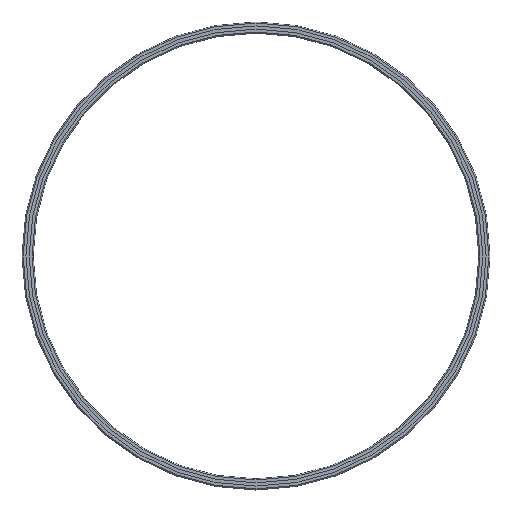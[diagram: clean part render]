
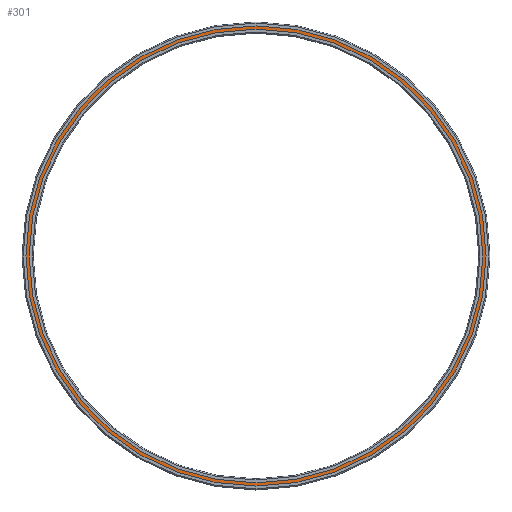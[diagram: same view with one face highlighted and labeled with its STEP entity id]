
A CAD part, top view. The second image highlights one B-rep face of the part: STEP entity #301.
In plain terms, the highlighted planar face has unit normal (0, 0, 1).
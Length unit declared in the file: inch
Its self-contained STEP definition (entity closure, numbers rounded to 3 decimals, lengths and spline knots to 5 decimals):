
#4 = DIRECTION ( 'NONE',  ( 0., 0., 1. ) ) ;
#38 = CARTESIAN_POINT ( 'NONE',  ( 0., 0., 0.103 ) ) ;
#44 = AXIS2_PLACEMENT_3D ( 'NONE', #380, #614, #101 ) ;
#45 = AXIS2_PLACEMENT_3D ( 'NONE', #690, #4, #566 ) ;
#50 = FACE_BOUND ( 'NONE', #599, .T. ) ;
#73 = CARTESIAN_POINT ( 'NONE',  ( -5.089, 0., 0.103 ) ) ;
#74 = EDGE_CURVE ( 'NONE', #454, #664, #493, .T. ) ;
#98 = PLANE ( 'NONE',  #44 ) ;
#101 = DIRECTION ( 'NONE',  ( 1., 0., 0. ) ) ;
#117 = AXIS2_PLACEMENT_3D ( 'NONE', #699, #716, #707 ) ;
#208 = EDGE_LOOP ( 'NONE', ( #395, #400 ) ) ;
#209 = DIRECTION ( 'NONE',  ( 0., 0., 1. ) ) ;
#219 = CIRCLE ( 'NONE', #117, 5.089 ) ;
#242 = CIRCLE ( 'NONE', #45, 5.162 ) ;
#301 = ADVANCED_FACE ( 'NONE', ( #50, #562 ), #98, .T. ) ;
#319 = VERTEX_POINT ( 'NONE', #386 ) ;
#337 = CARTESIAN_POINT ( 'NONE',  ( 0., 0., 0.103 ) ) ;
#370 = CARTESIAN_POINT ( 'NONE',  ( 5.162, 0., 0.103 ) ) ;
#380 = CARTESIAN_POINT ( 'NONE',  ( 0., 0., 0.103 ) ) ;
#386 = CARTESIAN_POINT ( 'NONE',  ( 5.089, 0., 0.103 ) ) ;
#395 = ORIENTED_EDGE ( 'NONE', *, *, #448, .T. ) ;
#398 = ORIENTED_EDGE ( 'NONE', *, *, #735, .F. ) ;
#400 = ORIENTED_EDGE ( 'NONE', *, *, #74, .T. ) ;
#405 = DIRECTION ( 'NONE',  ( 0., 0., 1. ) ) ;
#448 = EDGE_CURVE ( 'NONE', #664, #454, #242, .T. ) ;
#454 = VERTEX_POINT ( 'NONE', #513 ) ;
#493 = CIRCLE ( 'NONE', #542, 5.162 ) ;
#513 = CARTESIAN_POINT ( 'NONE',  ( -5.162, 0., 0.103 ) ) ;
#527 = ORIENTED_EDGE ( 'NONE', *, *, #549, .F. ) ;
#542 = AXIS2_PLACEMENT_3D ( 'NONE', #337, #405, #634 ) ;
#543 = AXIS2_PLACEMENT_3D ( 'NONE', #38, #209, #720 ) ;
#549 = EDGE_CURVE ( 'NONE', #319, #612, #219, .T. ) ;
#562 = FACE_OUTER_BOUND ( 'NONE', #208, .T. ) ;
#566 = DIRECTION ( 'NONE',  ( 1., 0., 0. ) ) ;
#593 = CIRCLE ( 'NONE', #543, 5.089 ) ;
#599 = EDGE_LOOP ( 'NONE', ( #527, #398 ) ) ;
#612 = VERTEX_POINT ( 'NONE', #73 ) ;
#614 = DIRECTION ( 'NONE',  ( 0., 0., 1. ) ) ;
#634 = DIRECTION ( 'NONE',  ( 1., 0., 0. ) ) ;
#664 = VERTEX_POINT ( 'NONE', #370 ) ;
#690 = CARTESIAN_POINT ( 'NONE',  ( 0., 0., 0.103 ) ) ;
#699 = CARTESIAN_POINT ( 'NONE',  ( 0., 0., 0.103 ) ) ;
#707 = DIRECTION ( 'NONE',  ( 1., 0., 0. ) ) ;
#716 = DIRECTION ( 'NONE',  ( 0., 0., 1. ) ) ;
#720 = DIRECTION ( 'NONE',  ( 1., 0., 0. ) ) ;
#735 = EDGE_CURVE ( 'NONE', #612, #319, #593, .T. ) ;
